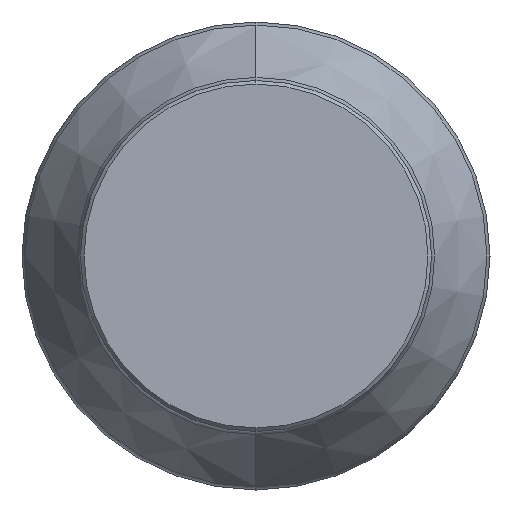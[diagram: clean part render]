
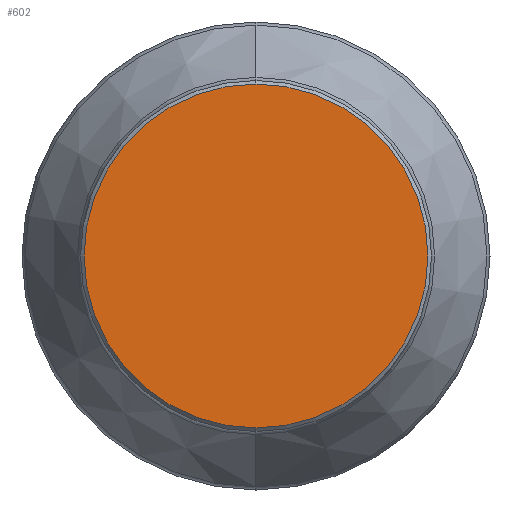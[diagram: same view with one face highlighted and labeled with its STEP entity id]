
A CAD part, left-side view. The second image highlights one B-rep face of the part: STEP entity #602.
In plain terms, the highlighted planar face has unit normal (-1, 0, 0).
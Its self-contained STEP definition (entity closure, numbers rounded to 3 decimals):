
#31 = DIRECTION ( 'NONE',  ( 0., 0., 1. ) ) ;
#66 = PLANE ( 'NONE',  #608 ) ;
#119 = VERTEX_POINT ( 'NONE', #512 ) ;
#247 = DIRECTION ( 'NONE',  ( 0., 0., 1. ) ) ;
#290 = AXIS2_PLACEMENT_3D ( 'NONE', #306, #496, #247 ) ;
#301 = EDGE_LOOP ( 'NONE', ( #784, #552 ) ) ;
#306 = CARTESIAN_POINT ( 'NONE',  ( 0., 0., 0. ) ) ;
#359 = DIRECTION ( 'NONE',  ( 0., 0., -1. ) ) ;
#445 = DIRECTION ( 'NONE',  ( -1., 0., 0. ) ) ;
#495 = CARTESIAN_POINT ( 'NONE',  ( 0., 0., 14.7 ) ) ;
#496 = DIRECTION ( 'NONE',  ( -1., 0., 0. ) ) ;
#512 = CARTESIAN_POINT ( 'NONE',  ( 0., 0., -14.7 ) ) ;
#552 = ORIENTED_EDGE ( 'NONE', *, *, #590, .T. ) ;
#557 = FACE_OUTER_BOUND ( 'NONE', #301, .T. ) ;
#565 = VERTEX_POINT ( 'NONE', #495 ) ;
#590 = EDGE_CURVE ( 'NONE', #565, #119, #648, .T. ) ;
#602 = ADVANCED_FACE ( 'NONE', ( #557 ), #66, .F. ) ;
#608 = AXIS2_PLACEMENT_3D ( 'NONE', #674, #737, #359 ) ;
#614 = EDGE_CURVE ( 'NONE', #119, #565, #667, .T. ) ;
#648 = CIRCLE ( 'NONE', #290, 14.7 ) ;
#650 = AXIS2_PLACEMENT_3D ( 'NONE', #750, #445, #31 ) ;
#667 = CIRCLE ( 'NONE', #650, 14.7 ) ;
#674 = CARTESIAN_POINT ( 'NONE',  ( 0., 0., 0. ) ) ;
#737 = DIRECTION ( 'NONE',  ( 1., 0., 0. ) ) ;
#750 = CARTESIAN_POINT ( 'NONE',  ( 0., 0., 0. ) ) ;
#784 = ORIENTED_EDGE ( 'NONE', *, *, #614, .T. ) ;
